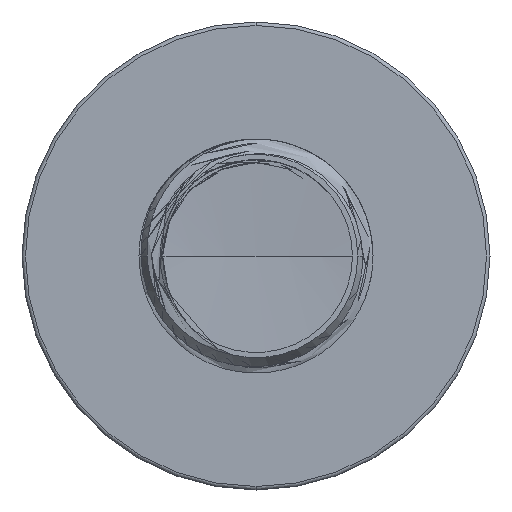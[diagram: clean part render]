
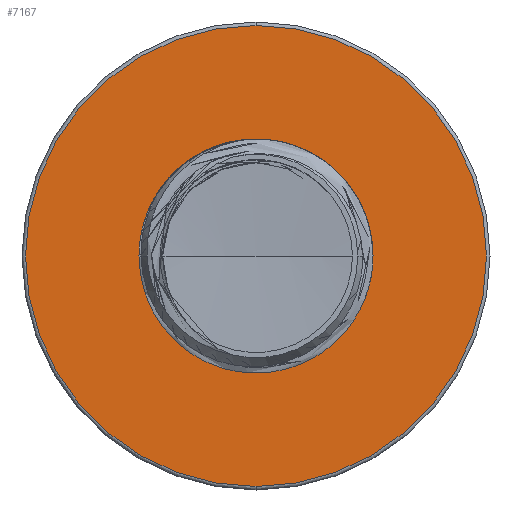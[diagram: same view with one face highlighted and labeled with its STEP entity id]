
A CAD part, front view. The second image highlights one B-rep face of the part: STEP entity #7167.
In plain terms, the highlighted planar face has unit normal (0, -1, 0).
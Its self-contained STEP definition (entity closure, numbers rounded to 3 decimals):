
#1038 = EDGE_LOOP ( 'NONE', ( #36629, #37267 ) ) ;
#1268 = EDGE_LOOP ( 'NONE', ( #6980, #2165 ) ) ;
#1540 = EDGE_CURVE ( 'NONE', #28730, #17456, #25490, .T. ) ;
#2165 = ORIENTED_EDGE ( 'NONE', *, *, #7731, .T. ) ;
#2309 = AXIS2_PLACEMENT_3D ( 'NONE', #15672, #36090, #18908 ) ;
#3012 = FACE_OUTER_BOUND ( 'NONE', #1268, .T. ) ;
#6980 = ORIENTED_EDGE ( 'NONE', *, *, #14222, .T. ) ;
#7167 = ADVANCED_FACE ( 'NONE', ( #3012, #26835 ), #27620, .T. ) ;
#7731 = EDGE_CURVE ( 'NONE', #31423, #12867, #20741, .T. ) ;
#8008 = CARTESIAN_POINT ( 'NONE',  ( 0., 30., 2.923 ) ) ;
#8266 = DIRECTION ( 'NONE',  ( 0., 0., -1. ) ) ;
#8275 = DIRECTION ( 'NONE',  ( 0., -1., 0. ) ) ;
#8322 = CARTESIAN_POINT ( 'NONE',  ( 0., 30., 0. ) ) ;
#12867 = VERTEX_POINT ( 'NONE', #17129 ) ;
#14222 = EDGE_CURVE ( 'NONE', #12867, #31423, #28217, .T. ) ;
#15672 = CARTESIAN_POINT ( 'NONE',  ( 0., 30., 0. ) ) ;
#15679 = CARTESIAN_POINT ( 'NONE',  ( 0., 30., 5.91 ) ) ;
#17129 = CARTESIAN_POINT ( 'NONE',  ( 0., 30., -5.91 ) ) ;
#17456 = VERTEX_POINT ( 'NONE', #23184 ) ;
#18137 = CARTESIAN_POINT ( 'NONE',  ( 0., 30., 2.923 ) ) ;
#18231 = DIRECTION ( 'NONE',  ( 0., 0., -1. ) ) ;
#18317 = DIRECTION ( 'NONE',  ( 0., -1., 0. ) ) ;
#18371 = CARTESIAN_POINT ( 'NONE',  ( 0., 30., 0. ) ) ;
#18908 = DIRECTION ( 'NONE',  ( 0., 0., -1. ) ) ;
#20741 = CIRCLE ( 'NONE', #36983, 5.91 ) ;
#20895 = DIRECTION ( 'NONE',  ( 0., -1., 0. ) ) ;
#20903 = DIRECTION ( 'NONE',  ( 0., 0., -1. ) ) ;
#23184 = CARTESIAN_POINT ( 'NONE',  ( 0., 30., -2.923 ) ) ;
#24884 = DIRECTION ( 'NONE',  ( 0., 0., -1. ) ) ;
#24890 = DIRECTION ( 'NONE',  ( 0., -1., 0. ) ) ;
#24943 = CARTESIAN_POINT ( 'NONE',  ( 0., 30., 0. ) ) ;
#25490 = CIRCLE ( 'NONE', #31771, 2.923 ) ;
#26835 = FACE_BOUND ( 'NONE', #1038, .T. ) ;
#27620 = PLANE ( 'NONE',  #30109 ) ;
#28217 = CIRCLE ( 'NONE', #32503, 5.91 ) ;
#28730 = VERTEX_POINT ( 'NONE', #8008 ) ;
#30109 = AXIS2_PLACEMENT_3D ( 'NONE', #18137, #20895, #20903 ) ;
#31311 = CIRCLE ( 'NONE', #2309, 2.923 ) ;
#31423 = VERTEX_POINT ( 'NONE', #15679 ) ;
#31771 = AXIS2_PLACEMENT_3D ( 'NONE', #18371, #18317, #18231 ) ;
#32503 = AXIS2_PLACEMENT_3D ( 'NONE', #8322, #8275, #8266 ) ;
#36090 = DIRECTION ( 'NONE',  ( 0., -1., 0. ) ) ;
#36629 = ORIENTED_EDGE ( 'NONE', *, *, #36892, .F. ) ;
#36892 = EDGE_CURVE ( 'NONE', #17456, #28730, #31311, .T. ) ;
#36983 = AXIS2_PLACEMENT_3D ( 'NONE', #24943, #24890, #24884 ) ;
#37267 = ORIENTED_EDGE ( 'NONE', *, *, #1540, .F. ) ;
